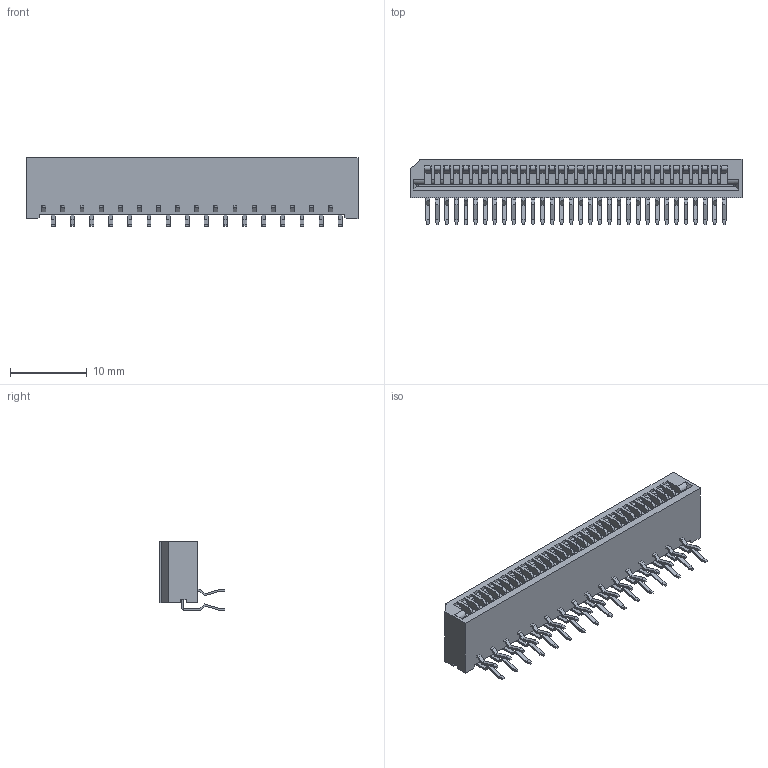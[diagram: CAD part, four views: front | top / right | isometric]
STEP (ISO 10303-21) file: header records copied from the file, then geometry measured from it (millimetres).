
FILE_DESCRIPTION((''),'2;1');
FILE_NAME('520443245','2016-05-13T',('rlalsangi'),(''),'PRO/ENGINEER BY PARAMETRIC TECHNOLOGY CORPORATION, 2012310','PRO/ENGINEER BY PARAMETRIC TECHNOLOGY CORPORATION, 2012310','');
FILE_SCHEMA(('CONFIG_CONTROL_DESIGN'));
Length unit declared in the file: millimetre
Products named in the file (1): 520443245
Bounding box: 43.4 x 8.5 x 9 mm (x, y, z)
Volume: 1554.4 mm3; surface area: 1771.3 mm2
Topology: 1 solids, 1 shells, 897 faces, 2751 edges, 1864 vertices
Faces by surface type: plane 768, cylinder 129
Entity records: 30474 total; most frequent: CARTESIAN_POINT 5446, ORIENTED_EDGE 5360, DIRECTION 4867, EDGE_CURVE 2680, VECTOR 2429, LINE 2429, VERTEX_POINT 1786, AXIS2_PLACEMENT_3D 1219
